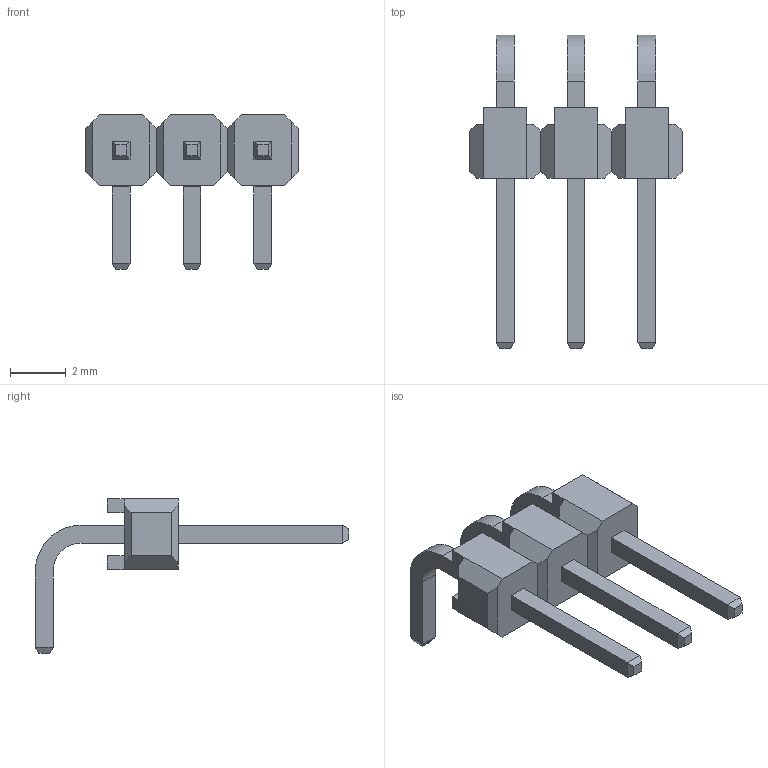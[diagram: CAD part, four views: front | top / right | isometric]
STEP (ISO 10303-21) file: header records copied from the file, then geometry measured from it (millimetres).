
FILE_DESCRIPTION(/* description */ (''),/* implementation_level */ '2;1');
FILE_NAME(/* name */ 'HARWIN M20-9960345.step',/* time_stamp */ '2022-09-20T16:35:23+01:00',/* author */ (''),/* organization */ (''),/* preprocessor_version */ 'ST-DEVELOPER v19',/* originating_system */ 'Autodesk Translation Framework v11.7.0.108',/* authorisation */ '');
FILE_SCHEMA (('AUTOMOTIVE_DESIGN { 1 0 10303 214 3 1 1 }'));
Length unit declared in the file: millimetre
Products named in the file (2): HARWIN M20-996XX45; M20-996-MOULD
Assembly tree (1 placements, depth 2):
  HARWIN M20-996XX45
    M20-996-MOULD
Bounding box: 7.62 x 11.22 x 5.54 mm (x, y, z)
Volume: 52.2 mm3; surface area: 194.7 mm2
Topology: 3 solids, 3 shells, 132 faces, 324 edges, 204 vertices
Faces by surface type: plane 126, cylinder 6
Entity records: 3903 total; most frequent: CARTESIAN_POINT 663, ORIENTED_EDGE 648, DIRECTION 606, EDGE_CURVE 324, LINE 312, VECTOR 312, VERTEX_POINT 204, AXIS2_PLACEMENT_3D 147
